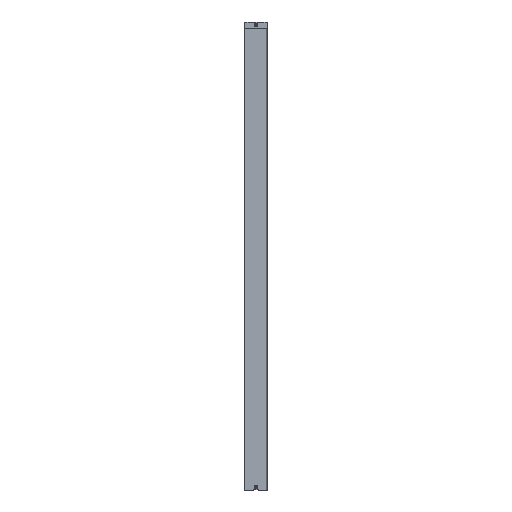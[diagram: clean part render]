
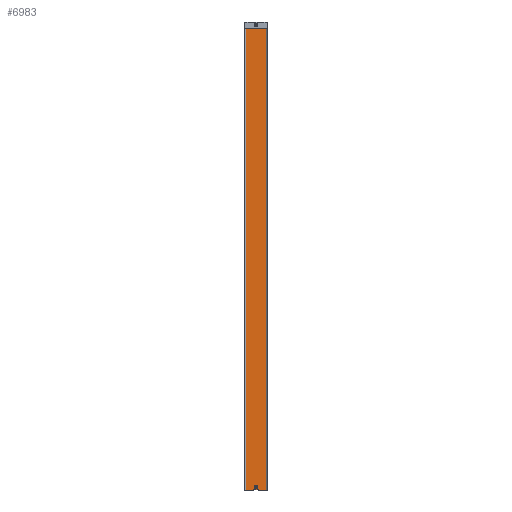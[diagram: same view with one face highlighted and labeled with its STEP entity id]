
A CAD part, front view. The second image highlights one B-rep face of the part: STEP entity #6983.
In plain terms, the highlighted planar face has unit normal (0, -1, 0).
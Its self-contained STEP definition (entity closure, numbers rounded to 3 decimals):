
#9 = ORIENTED_EDGE ( 'NONE', *, *, #1376, .T. ) ;
#200 = CARTESIAN_POINT ( 'NONE',  ( -10.5, 0., -2068.5 ) ) ;
#287 = DIRECTION ( 'NONE',  ( 1., 0., 0. ) ) ;
#507 = VERTEX_POINT ( 'NONE', #5042 ) ;
#516 = LINE ( 'NONE', #7236, #4727 ) ;
#557 = EDGE_CURVE ( 'NONE', #507, #1995, #6045, .T. ) ;
#693 = EDGE_CURVE ( 'NONE', #4192, #1456, #4778, .T. ) ;
#702 = ORIENTED_EDGE ( 'NONE', *, *, #3751, .T. ) ;
#721 = EDGE_CURVE ( 'NONE', #1456, #7540, #4582, .T. ) ;
#848 = CIRCLE ( 'NONE', #3178, 0.5 ) ;
#890 = EDGE_CURVE ( 'NONE', #7540, #5927, #3334, .T. ) ;
#919 = ORIENTED_EDGE ( 'NONE', *, *, #1593, .T. ) ;
#980 = EDGE_CURVE ( 'NONE', #5927, #6309, #3027, .T. ) ;
#999 = EDGE_CURVE ( 'NONE', #5165, #6309, #2774, .T. ) ;
#1041 = DIRECTION ( 'NONE',  ( 0., 0., 1. ) ) ;
#1050 = EDGE_CURVE ( 'NONE', #2658, #5165, #2680, .T. ) ;
#1155 = EDGE_CURVE ( 'NONE', #2658, #1254, #1880, .T. ) ;
#1219 = EDGE_LOOP ( 'NONE', ( #4336, #6135, #6984, #7001, #6609, #1992, #7572, #3957, #4961, #9, #2105, #919 ) ) ;
#1240 = CARTESIAN_POINT ( 'NONE',  ( 11.061, 0., -2068.854 ) ) ;
#1254 = VERTEX_POINT ( 'NONE', #7149 ) ;
#1280 = EDGE_CURVE ( 'NONE', #1254, #4621, #5869, .T. ) ;
#1294 = EDGE_CURVE ( 'NONE', #4621, #4342, #516, .T. ) ;
#1305 = FACE_OUTER_BOUND ( 'NONE', #1219, .T. ) ;
#1376 = EDGE_CURVE ( 'NONE', #4342, #3463, #4870, .T. ) ;
#1383 = DIRECTION ( 'NONE',  ( 0., 0., 1. ) ) ;
#1387 = DIRECTION ( 'NONE',  ( 0., 1., 0. ) ) ;
#1398 = CARTESIAN_POINT ( 'NONE',  ( 10.5, 0., -2069. ) ) ;
#1427 = CARTESIAN_POINT ( 'NONE',  ( 10.854, 0., -2068.646 ) ) ;
#1456 = VERTEX_POINT ( 'NONE', #1240 ) ;
#1542 = EDGE_CURVE ( 'NONE', #3463, #4700, #7529, .T. ) ;
#1593 = EDGE_CURVE ( 'NONE', #4700, #4192, #848, .T. ) ;
#1704 = VECTOR ( 'NONE', #7665, 1000. ) ;
#1802 = DIRECTION ( 'NONE',  ( 1., 0., 0. ) ) ;
#1810 = CARTESIAN_POINT ( 'NONE',  ( -49., 0., -2069. ) ) ;
#1853 = CARTESIAN_POINT ( 'NONE',  ( -50., 0., -2068.5 ) ) ;
#1880 = LINE ( 'NONE', #7690, #1704 ) ;
#1992 = ORIENTED_EDGE ( 'NONE', *, *, #1050, .F. ) ;
#1995 = VERTEX_POINT ( 'NONE', #6393 ) ;
#2016 = CARTESIAN_POINT ( 'NONE',  ( 49., 0., -2069. ) ) ;
#2055 = CARTESIAN_POINT ( 'NONE',  ( 50., 0., -2069. ) ) ;
#2105 = ORIENTED_EDGE ( 'NONE', *, *, #1542, .T. ) ;
#2424 = VECTOR ( 'NONE', #1041, 1000. ) ;
#2494 = DIRECTION ( 'NONE',  ( 0., 0., 1. ) ) ;
#2502 = DIRECTION ( 'NONE',  ( 0., 1., 0. ) ) ;
#2517 = CARTESIAN_POINT ( 'NONE',  ( -10.5, 0., -2069. ) ) ;
#2597 = DIRECTION ( 'NONE',  ( 1., 0., 0. ) ) ;
#2656 = CARTESIAN_POINT ( 'NONE',  ( 50., 0., 0. ) ) ;
#2658 = VERTEX_POINT ( 'NONE', #5199 ) ;
#2680 = LINE ( 'NONE', #1810, #2424 ) ;
#2687 = VECTOR ( 'NONE', #2597, 1000. ) ;
#2714 = CARTESIAN_POINT ( 'NONE',  ( 49., 0., -2069. ) ) ;
#2774 = LINE ( 'NONE', #2656, #2687 ) ;
#2872 = VECTOR ( 'NONE', #3000, 1000. ) ;
#2916 = CARTESIAN_POINT ( 'NONE',  ( -11.061, 0., -2068.854 ) ) ;
#3000 = DIRECTION ( 'NONE',  ( 0., 0., 1. ) ) ;
#3027 = LINE ( 'NONE', #2714, #2872 ) ;
#3156 = CARTESIAN_POINT ( 'NONE',  ( 49., 0., 0. ) ) ;
#3176 = DIRECTION ( 'NONE',  ( 0., -1., 0. ) ) ;
#3178 = AXIS2_PLACEMENT_3D ( 'NONE', #1398, #1387, #1383 ) ;
#3188 = CARTESIAN_POINT ( 'NONE',  ( 10.5, 0., -2068.5 ) ) ;
#3218 = VECTOR ( 'NONE', #4475, 1000. ) ;
#3297 = CARTESIAN_POINT ( 'NONE',  ( -10.854, 0., -2068.646 ) ) ;
#3331 = AXIS2_PLACEMENT_3D ( 'NONE', #2517, #2502, #2494 ) ;
#3334 = LINE ( 'NONE', #4324, #3218 ) ;
#3463 = VERTEX_POINT ( 'NONE', #200 ) ;
#3498 = AXIS2_PLACEMENT_3D ( 'NONE', #3840, #3827, #3816 ) ;
#3751 = EDGE_CURVE ( 'NONE', #1995, #507, #5016, .T. ) ;
#3816 = DIRECTION ( 'NONE',  ( 1., 0., 0. ) ) ;
#3827 = DIRECTION ( 'NONE',  ( 0., -1., 0. ) ) ;
#3840 = CARTESIAN_POINT ( 'NONE',  ( -11.414, 0., -2068.5 ) ) ;
#3957 = ORIENTED_EDGE ( 'NONE', *, *, #1280, .T. ) ;
#4192 = VERTEX_POINT ( 'NONE', #1427 ) ;
#4324 = CARTESIAN_POINT ( 'NONE',  ( -50., 0., -2069. ) ) ;
#4336 = ORIENTED_EDGE ( 'NONE', *, *, #693, .T. ) ;
#4342 = VERTEX_POINT ( 'NONE', #3297 ) ;
#4464 = AXIS2_PLACEMENT_3D ( 'NONE', #6453, #6547, #6491 ) ;
#4475 = DIRECTION ( 'NONE',  ( 1., 0., 0. ) ) ;
#4510 = ORIENTED_EDGE ( 'NONE', *, *, #557, .T. ) ;
#4582 = CIRCLE ( 'NONE', #4464, 0.5 ) ;
#4621 = VERTEX_POINT ( 'NONE', #2916 ) ;
#4700 = VERTEX_POINT ( 'NONE', #3188 ) ;
#4727 = VECTOR ( 'NONE', #6627, 1000. ) ;
#4760 = AXIS2_PLACEMENT_3D ( 'NONE', #2055, #3176, #287 ) ;
#4778 = LINE ( 'NONE', #6245, #5037 ) ;
#4870 = CIRCLE ( 'NONE', #3331, 0.5 ) ;
#4873 = AXIS2_PLACEMENT_3D ( 'NONE', #5395, #5502, #5438 ) ;
#4961 = ORIENTED_EDGE ( 'NONE', *, *, #1294, .T. ) ;
#5016 = CIRCLE ( 'NONE', #5903, 7.3 ) ;
#5037 = VECTOR ( 'NONE', #6304, 1000. ) ;
#5042 = CARTESIAN_POINT ( 'NONE',  ( 7.3, 0., -2055. ) ) ;
#5165 = VERTEX_POINT ( 'NONE', #6090 ) ;
#5199 = CARTESIAN_POINT ( 'NONE',  ( -49., 0., -2069. ) ) ;
#5395 = CARTESIAN_POINT ( 'NONE',  ( 0., 0., -2055. ) ) ;
#5438 = DIRECTION ( 'NONE',  ( -1., 0., 0. ) ) ;
#5502 = DIRECTION ( 'NONE',  ( 0., 1., 0. ) ) ;
#5869 = CIRCLE ( 'NONE', #3498, 0.5 ) ;
#5887 = CARTESIAN_POINT ( 'NONE',  ( 11.414, 0., -2069. ) ) ;
#5900 = CARTESIAN_POINT ( 'NONE',  ( 0., 0., -2055. ) ) ;
#5903 = AXIS2_PLACEMENT_3D ( 'NONE', #5900, #5932, #5949 ) ;
#5927 = VERTEX_POINT ( 'NONE', #2016 ) ;
#5932 = DIRECTION ( 'NONE',  ( 0., 1., 0. ) ) ;
#5949 = DIRECTION ( 'NONE',  ( -1., 0., 0. ) ) ;
#6045 = CIRCLE ( 'NONE', #4873, 7.3 ) ;
#6075 = VECTOR ( 'NONE', #1802, 1000. ) ;
#6090 = CARTESIAN_POINT ( 'NONE',  ( -49., 0., 0. ) ) ;
#6135 = ORIENTED_EDGE ( 'NONE', *, *, #721, .T. ) ;
#6245 = CARTESIAN_POINT ( 'NONE',  ( 11.207, 0., -2069. ) ) ;
#6282 = FACE_BOUND ( 'NONE', #6975, .T. ) ;
#6304 = DIRECTION ( 'NONE',  ( 0.707, 0., -0.707 ) ) ;
#6309 = VERTEX_POINT ( 'NONE', #3156 ) ;
#6393 = CARTESIAN_POINT ( 'NONE',  ( -7.3, 0., -2055. ) ) ;
#6453 = CARTESIAN_POINT ( 'NONE',  ( 11.414, 0., -2068.5 ) ) ;
#6491 = DIRECTION ( 'NONE',  ( 1., 0., 0. ) ) ;
#6547 = DIRECTION ( 'NONE',  ( 0., -1., 0. ) ) ;
#6609 = ORIENTED_EDGE ( 'NONE', *, *, #999, .F. ) ;
#6627 = DIRECTION ( 'NONE',  ( 0.707, 0., 0.707 ) ) ;
#6926 = PLANE ( 'NONE',  #4760 ) ;
#6975 = EDGE_LOOP ( 'NONE', ( #702, #4510 ) ) ;
#6983 = ADVANCED_FACE ( 'NONE', ( #6282, #1305 ), #6926, .T. ) ;
#6984 = ORIENTED_EDGE ( 'NONE', *, *, #890, .T. ) ;
#7001 = ORIENTED_EDGE ( 'NONE', *, *, #980, .T. ) ;
#7149 = CARTESIAN_POINT ( 'NONE',  ( -11.414, 0., -2069. ) ) ;
#7236 = CARTESIAN_POINT ( 'NONE',  ( -11.207, 0., -2069. ) ) ;
#7529 = LINE ( 'NONE', #1853, #6075 ) ;
#7540 = VERTEX_POINT ( 'NONE', #5887 ) ;
#7572 = ORIENTED_EDGE ( 'NONE', *, *, #1155, .T. ) ;
#7665 = DIRECTION ( 'NONE',  ( 1., 0., 0. ) ) ;
#7690 = CARTESIAN_POINT ( 'NONE',  ( -50., 0., -2069. ) ) ;
